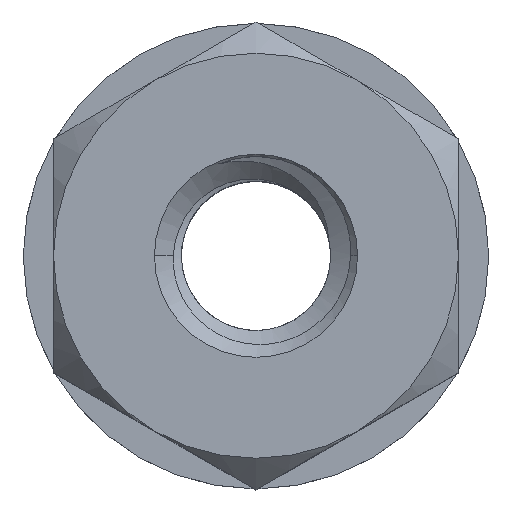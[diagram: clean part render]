
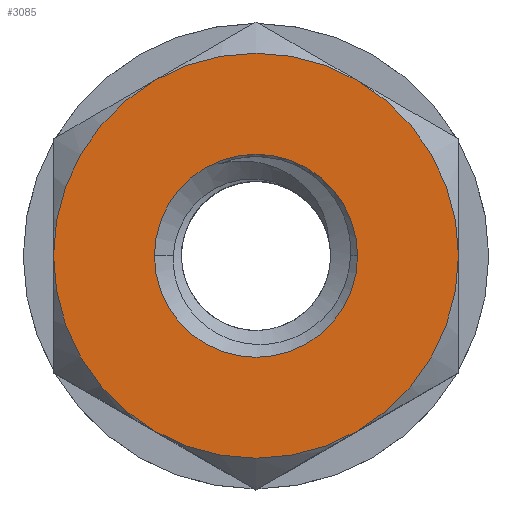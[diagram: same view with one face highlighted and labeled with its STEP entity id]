
A CAD part, top view. The second image highlights one B-rep face of the part: STEP entity #3085.
In plain terms, the highlighted planar face has unit normal (0, 0, 1).
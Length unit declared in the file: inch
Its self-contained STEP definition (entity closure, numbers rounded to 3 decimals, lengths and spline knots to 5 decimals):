
#159 = DIRECTION ( 'NONE',  ( 1., 0., 0. ) ) ;
#206 = DIRECTION ( 'NONE',  ( 0., 0., 1. ) ) ;
#209 = CARTESIAN_POINT ( 'NONE',  ( 0., 0., 0.115 ) ) ;
#216 = DIRECTION ( 'NONE',  ( 0., 0., 1. ) ) ;
#243 = ORIENTED_EDGE ( 'NONE', *, *, #839, .T. ) ;
#262 = EDGE_CURVE ( 'NONE', #1911, #625, #1870, .T. ) ;
#347 = CARTESIAN_POINT ( 'NONE',  ( -0.1675, 0., 0.115 ) ) ;
#399 = CIRCLE ( 'NONE', #2729, 0.084 ) ;
#407 = DIRECTION ( 'NONE',  ( 0., 0., 1. ) ) ;
#416 = EDGE_CURVE ( 'NONE', #868, #1481, #3403, .T. ) ;
#431 = CARTESIAN_POINT ( 'NONE',  ( 0., 0., 0.115 ) ) ;
#461 = EDGE_CURVE ( 'NONE', #1639, #1175, #834, .T. ) ;
#492 = DIRECTION ( 'NONE',  ( 1., 0., 0. ) ) ;
#497 = DIRECTION ( 'NONE',  ( 0., 0., 1. ) ) ;
#615 = CIRCLE ( 'NONE', #2792, 0.1675 ) ;
#625 = VERTEX_POINT ( 'NONE', #347 ) ;
#705 = AXIS2_PLACEMENT_3D ( 'NONE', #1956, #1173, #1453 ) ;
#726 = ORIENTED_EDGE ( 'NONE', *, *, #1856, .T. ) ;
#758 = AXIS2_PLACEMENT_3D ( 'NONE', #1223, #407, #1765 ) ;
#765 = DIRECTION ( 'NONE',  ( 0., 0., 1. ) ) ;
#771 = DIRECTION ( 'NONE',  ( 1., 0., 0. ) ) ;
#823 = EDGE_LOOP ( 'NONE', ( #2454, #2406, #726, #2025, #867, #243 ) ) ;
#834 = CIRCLE ( 'NONE', #705, 0.1675 ) ;
#839 = EDGE_CURVE ( 'NONE', #3314, #1639, #615, .T. ) ;
#867 = ORIENTED_EDGE ( 'NONE', *, *, #3434, .T. ) ;
#868 = VERTEX_POINT ( 'NONE', #2608 ) ;
#941 = CARTESIAN_POINT ( 'NONE',  ( 0.08375, 0.14506, 0.115 ) ) ;
#990 = EDGE_LOOP ( 'NONE', ( #2081, #2893 ) ) ;
#1173 = DIRECTION ( 'NONE',  ( 0., 0., 1. ) ) ;
#1175 = VERTEX_POINT ( 'NONE', #1550 ) ;
#1178 = CARTESIAN_POINT ( 'NONE',  ( 0.08375, -0.14506, 0.115 ) ) ;
#1181 = FACE_BOUND ( 'NONE', #990, .T. ) ;
#1223 = CARTESIAN_POINT ( 'NONE',  ( 0., 0., 0.115 ) ) ;
#1302 = CARTESIAN_POINT ( 'NONE',  ( 0., 0., 0.115 ) ) ;
#1453 = DIRECTION ( 'NONE',  ( 1., 0., 0. ) ) ;
#1481 = VERTEX_POINT ( 'NONE', #1711 ) ;
#1529 = VERTEX_POINT ( 'NONE', #941 ) ;
#1550 = CARTESIAN_POINT ( 'NONE',  ( 0.1675, 0., 0.115 ) ) ;
#1639 = VERTEX_POINT ( 'NONE', #1178 ) ;
#1711 = CARTESIAN_POINT ( 'NONE',  ( -0.084, 0., 0.115 ) ) ;
#1765 = DIRECTION ( 'NONE',  ( 1., 0., 0. ) ) ;
#1818 = CARTESIAN_POINT ( 'NONE',  ( 0., 0., 0.115 ) ) ;
#1828 = CARTESIAN_POINT ( 'NONE',  ( 0., 0., 0.115 ) ) ;
#1856 = EDGE_CURVE ( 'NONE', #1529, #1911, #3086, .T. ) ;
#1870 = CIRCLE ( 'NONE', #758, 0.1675 ) ;
#1871 = DIRECTION ( 'NONE',  ( 1., 0., 0. ) ) ;
#1911 = VERTEX_POINT ( 'NONE', #2640 ) ;
#1956 = CARTESIAN_POINT ( 'NONE',  ( 0., 0., 0.115 ) ) ;
#1969 = EDGE_CURVE ( 'NONE', #1175, #1529, #2889, .T. ) ;
#1976 = CIRCLE ( 'NONE', #3122, 0.1675 ) ;
#1999 = PLANE ( 'NONE',  #2538 ) ;
#2016 = FACE_OUTER_BOUND ( 'NONE', #823, .T. ) ;
#2025 = ORIENTED_EDGE ( 'NONE', *, *, #262, .T. ) ;
#2068 = DIRECTION ( 'NONE',  ( 1., 0., 0. ) ) ;
#2081 = ORIENTED_EDGE ( 'NONE', *, *, #416, .F. ) ;
#2268 = DIRECTION ( 'NONE',  ( 0., 0., 1. ) ) ;
#2328 = DIRECTION ( 'NONE',  ( 0., 0., 1. ) ) ;
#2331 = CARTESIAN_POINT ( 'NONE',  ( 0., 0., 0.115 ) ) ;
#2373 = CARTESIAN_POINT ( 'NONE',  ( 0., 0., 0.115 ) ) ;
#2406 = ORIENTED_EDGE ( 'NONE', *, *, #1969, .T. ) ;
#2454 = ORIENTED_EDGE ( 'NONE', *, *, #461, .T. ) ;
#2538 = AXIS2_PLACEMENT_3D ( 'NONE', #431, #2268, #159 ) ;
#2601 = DIRECTION ( 'NONE',  ( 1., 0., 0. ) ) ;
#2608 = CARTESIAN_POINT ( 'NONE',  ( 0.084, 0., 0.115 ) ) ;
#2640 = CARTESIAN_POINT ( 'NONE',  ( -0.08375, 0.14506, 0.115 ) ) ;
#2729 = AXIS2_PLACEMENT_3D ( 'NONE', #209, #3478, #1871 ) ;
#2792 = AXIS2_PLACEMENT_3D ( 'NONE', #1828, #216, #2068 ) ;
#2863 = EDGE_CURVE ( 'NONE', #1481, #868, #399, .T. ) ;
#2889 = CIRCLE ( 'NONE', #3461, 0.1675 ) ;
#2893 = ORIENTED_EDGE ( 'NONE', *, *, #2863, .F. ) ;
#3085 = ADVANCED_FACE ( 'NONE', ( #1181, #2016 ), #1999, .T. ) ;
#3086 = CIRCLE ( 'NONE', #3089, 0.1675 ) ;
#3089 = AXIS2_PLACEMENT_3D ( 'NONE', #1302, #497, #2601 ) ;
#3104 = CARTESIAN_POINT ( 'NONE',  ( -0.08375, -0.14506, 0.115 ) ) ;
#3122 = AXIS2_PLACEMENT_3D ( 'NONE', #2373, #2328, #492 ) ;
#3302 = AXIS2_PLACEMENT_3D ( 'NONE', #2331, #206, #3404 ) ;
#3314 = VERTEX_POINT ( 'NONE', #3104 ) ;
#3403 = CIRCLE ( 'NONE', #3302, 0.084 ) ;
#3404 = DIRECTION ( 'NONE',  ( 1., 0., 0. ) ) ;
#3434 = EDGE_CURVE ( 'NONE', #625, #3314, #1976, .T. ) ;
#3461 = AXIS2_PLACEMENT_3D ( 'NONE', #1818, #765, #771 ) ;
#3478 = DIRECTION ( 'NONE',  ( 0., 0., 1. ) ) ;
